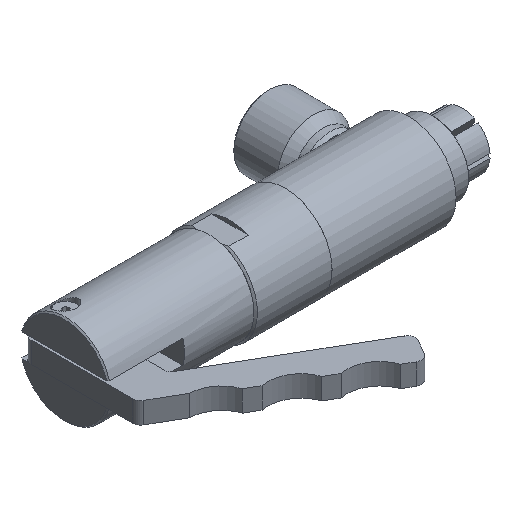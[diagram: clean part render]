
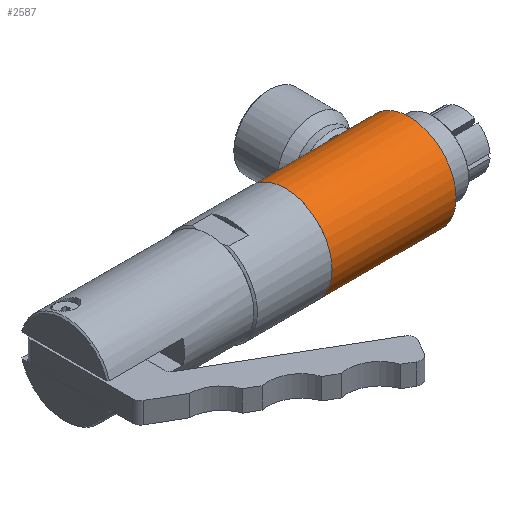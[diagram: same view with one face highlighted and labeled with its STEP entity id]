
A CAD part, isometric view. The second image highlights one B-rep face of the part: STEP entity #2587.
In plain terms, the highlighted cylindrical face has radius 18.098 mm (diameter 36.195 mm), a full revolution.
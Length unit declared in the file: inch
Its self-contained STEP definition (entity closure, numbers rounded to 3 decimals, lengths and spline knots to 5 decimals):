
#74=B_SPLINE_CURVE_WITH_KNOTS($,3,(#4433,#4434,#4435,#4436,#4437,#4438,
#4439,#4440,#4441,#4442,#4443,#4444,#4445,#4446),.UNSPECIFIED.,.F.,.F.,
(4,2,2,2,2,2,4),(4.68622,4.86117,5.08117,5.30117,
5.52117,5.74117,5.91612),.UNSPECIFIED.);
#75=B_SPLINE_CURVE_WITH_KNOTS($,3,(#4450,#4451,#4452,#4453,#4454,#4455,
#4456,#4457,#4458,#4459,#4460,#4461,#4462,#4463),.UNSPECIFIED.,.F.,.F.,
(4,2,2,2,2,2,4),(1.15211,1.32706,1.54706,1.76706,
1.98706,2.20705,2.38201),.UNSPECIFIED.);
#76=B_SPLINE_CURVE_WITH_KNOTS($,3,(#4467,#4468,#4469,#4470,#4471,#4472),
 .UNSPECIFIED.,.F.,.F.,(4,2,4),(0.46122,0.83041,1.05402),
 .UNSPECIFIED.);
#77=B_SPLINE_CURVE_WITH_KNOTS($,3,(#4475,#4476,#4477,#4478,#4479,#4480),
 .UNSPECIFIED.,.F.,.F.,(4,2,4),(5.74796,5.97157,6.34076),
 .UNSPECIFIED.);
#78=B_SPLINE_CURVE_WITH_KNOTS($,3,(#4483,#4484,#4485,#4486,#4487,#4488),
 .UNSPECIFIED.,.F.,.F.,(4,2,4),(2.34697,2.57058,2.93977),
 .UNSPECIFIED.);
#79=B_SPLINE_CURVE_WITH_KNOTS($,3,(#4490,#4491,#4492,#4493,#4494,#4495),
 .UNSPECIFIED.,.F.,.F.,(4,2,4),(3.86221,4.2314,4.45501),
 .UNSPECIFIED.);
#274=LINE($,#4498,#450);
#275=LINE($,#4500,#451);
#450=VECTOR($,#3481,0.37083);
#451=VECTOR($,#3484,0.37083);
#587=FACE_BOUND($,#915,.T.);
#588=FACE_BOUND($,#916,.T.);
#589=FACE_BOUND($,#917,.T.);
#915=EDGE_LOOP($,(#2380,#2381,#2382,#2383,#2384,#2385,#2386,#2387));
#916=EDGE_LOOP($,(#2388));
#917=EDGE_LOOP($,(#2389));
#1049=CIRCLE($,#2863,0.7125);
#1050=CIRCLE($,#2865,0.7125);
#1268=VERTEX_POINT($,#4431);
#1269=VERTEX_POINT($,#4432);
#1270=VERTEX_POINT($,#4447);
#1271=VERTEX_POINT($,#4449);
#1272=VERTEX_POINT($,#4466);
#1273=VERTEX_POINT($,#4473);
#1274=VERTEX_POINT($,#4482);
#1275=VERTEX_POINT($,#4489);
#1303=VERTEX_POINT($,#4595);
#1304=VERTEX_POINT($,#4598);
#1619=EDGE_CURVE($,#1268,#1269,#74,.T.);
#1621=EDGE_CURVE($,#1271,#1270,#75,.T.);
#1623=EDGE_CURVE($,#1272,#1268,#76,.T.);
#1625=EDGE_CURVE($,#1270,#1273,#77,.T.);
#1626=EDGE_CURVE($,#1269,#1274,#78,.T.);
#1627=EDGE_CURVE($,#1275,#1271,#79,.T.);
#1629=EDGE_CURVE($,#1273,#1272,#274,.T.);
#1630=EDGE_CURVE($,#1274,#1275,#275,.T.);
#1667=EDGE_CURVE($,#1303,#1303,#1049,.T.);
#1668=EDGE_CURVE($,#1304,#1304,#1050,.T.);
#2380=ORIENTED_EDGE($,*,*,#1629,.T.);
#2381=ORIENTED_EDGE($,*,*,#1623,.T.);
#2382=ORIENTED_EDGE($,*,*,#1619,.T.);
#2383=ORIENTED_EDGE($,*,*,#1626,.T.);
#2384=ORIENTED_EDGE($,*,*,#1630,.T.);
#2385=ORIENTED_EDGE($,*,*,#1627,.T.);
#2386=ORIENTED_EDGE($,*,*,#1621,.T.);
#2387=ORIENTED_EDGE($,*,*,#1625,.T.);
#2388=ORIENTED_EDGE($,*,*,#1668,.F.);
#2389=ORIENTED_EDGE($,*,*,#1667,.T.);
#2440=CYLINDRICAL_SURFACE($,#2864,0.7125);
#2587=ADVANCED_FACE($,(#587,#588,#589),#2440,.T.);
#2863=AXIS2_PLACEMENT_3D($,#4596,#3581,#3582);
#2864=AXIS2_PLACEMENT_3D($,#4597,#3583,#3584);
#2865=AXIS2_PLACEMENT_3D($,#4599,#3585,#3586);
#3481=DIRECTION($,(1.,0.,0.));
#3484=DIRECTION($,(-1.,0.,0.));
#3581=DIRECTION('center_axis',(1.,0.,0.));
#3582=DIRECTION('ref_axis',(0.,1.,0.));
#3583=DIRECTION('center_axis',(1.,0.,0.));
#3584=DIRECTION('ref_axis',(0.,1.,0.));
#3585=DIRECTION('center_axis',(1.,0.,0.));
#3586=DIRECTION('ref_axis',(0.,1.,0.));
#4431=CARTESIAN_POINT('',(5.08584,0.6725,-0.23537));
#4432=CARTESIAN_POINT('',(5.08584,0.6725,0.23537));
#4433=CARTESIAN_POINT('Ctrl Pts',(5.08584,0.6725,-0.23537));
#4434=CARTESIAN_POINT('Ctrl Pts',(5.09806,0.67939,-0.21569));
#4435=CARTESIAN_POINT('Ctrl Pts',(5.10892,0.68573,-0.19477));
#4436=CARTESIAN_POINT('Ctrl Pts',(5.1296,0.69803,-0.14563));
#4437=CARTESIAN_POINT('Ctrl Pts',(5.13845,0.70347,-0.11685));
#4438=CARTESIAN_POINT('Ctrl Pts',(5.15015,0.71071,-0.05847));
#4439=CARTESIAN_POINT('Ctrl Pts',(5.153,0.7125,-0.02887));
#4440=CARTESIAN_POINT('Ctrl Pts',(5.153,0.7125,0.02887));
#4441=CARTESIAN_POINT('Ctrl Pts',(5.15015,0.71071,0.05847));
#4442=CARTESIAN_POINT('Ctrl Pts',(5.13845,0.70347,0.11685));
#4443=CARTESIAN_POINT('Ctrl Pts',(5.1296,0.69803,0.14563));
#4444=CARTESIAN_POINT('Ctrl Pts',(5.10892,0.68573,0.19477));
#4445=CARTESIAN_POINT('Ctrl Pts',(5.09806,0.67939,0.21569));
#4446=CARTESIAN_POINT('Ctrl Pts',(5.08584,0.6725,0.23537));
#4447=CARTESIAN_POINT('',(4.32816,0.6725,-0.23537));
#4449=CARTESIAN_POINT('',(4.32816,0.6725,0.23537));
#4450=CARTESIAN_POINT('Ctrl Pts',(4.32816,0.6725,0.23537));
#4451=CARTESIAN_POINT('Ctrl Pts',(4.31594,0.67939,0.21569));
#4452=CARTESIAN_POINT('Ctrl Pts',(4.30508,0.68573,0.19477));
#4453=CARTESIAN_POINT('Ctrl Pts',(4.2844,0.69803,0.14563));
#4454=CARTESIAN_POINT('Ctrl Pts',(4.27555,0.70347,0.11685));
#4455=CARTESIAN_POINT('Ctrl Pts',(4.26385,0.71071,0.05847));
#4456=CARTESIAN_POINT('Ctrl Pts',(4.261,0.7125,0.02887));
#4457=CARTESIAN_POINT('Ctrl Pts',(4.261,0.7125,-0.02887));
#4458=CARTESIAN_POINT('Ctrl Pts',(4.26385,0.71071,-0.05847));
#4459=CARTESIAN_POINT('Ctrl Pts',(4.27555,0.70347,-0.11685));
#4460=CARTESIAN_POINT('Ctrl Pts',(4.2844,0.69803,-0.14563));
#4461=CARTESIAN_POINT('Ctrl Pts',(4.30508,0.68573,-0.19477));
#4462=CARTESIAN_POINT('Ctrl Pts',(4.31594,0.67939,-0.21569));
#4463=CARTESIAN_POINT('Ctrl Pts',(4.32816,0.6725,-0.23537));
#4466=CARTESIAN_POINT('',(4.89241,0.6125,-0.36401));
#4467=CARTESIAN_POINT('Ctrl Pts',(4.89241,0.6125,-0.36401));
#4468=CARTESIAN_POINT('Ctrl Pts',(4.94021,0.62271,-0.34682));
#4469=CARTESIAN_POINT('Ctrl Pts',(4.98459,0.63598,-0.32271));
#4470=CARTESIAN_POINT('Ctrl Pts',(5.04447,0.65651,-0.27748));
#4471=CARTESIAN_POINT('Ctrl Pts',(5.06626,0.66471,-0.25764));
#4472=CARTESIAN_POINT('Ctrl Pts',(5.08584,0.6725,-0.23537));
#4473=CARTESIAN_POINT('',(4.52159,0.6125,-0.36401));
#4475=CARTESIAN_POINT('Ctrl Pts',(4.32816,0.6725,-0.23537));
#4476=CARTESIAN_POINT('Ctrl Pts',(4.34774,0.66471,-0.25764));
#4477=CARTESIAN_POINT('Ctrl Pts',(4.36953,0.65651,-0.27748));
#4478=CARTESIAN_POINT('Ctrl Pts',(4.42941,0.63598,-0.32271));
#4479=CARTESIAN_POINT('Ctrl Pts',(4.47379,0.62271,-0.34682));
#4480=CARTESIAN_POINT('Ctrl Pts',(4.52159,0.6125,-0.36401));
#4482=CARTESIAN_POINT('',(4.89241,0.6125,0.36401));
#4483=CARTESIAN_POINT('Ctrl Pts',(5.08584,0.6725,0.23537));
#4484=CARTESIAN_POINT('Ctrl Pts',(5.06626,0.66471,0.25764));
#4485=CARTESIAN_POINT('Ctrl Pts',(5.04447,0.65651,0.27748));
#4486=CARTESIAN_POINT('Ctrl Pts',(4.98459,0.63598,0.32271));
#4487=CARTESIAN_POINT('Ctrl Pts',(4.94021,0.62271,0.34682));
#4488=CARTESIAN_POINT('Ctrl Pts',(4.89241,0.6125,0.36401));
#4489=CARTESIAN_POINT('',(4.52159,0.6125,0.36401));
#4490=CARTESIAN_POINT('Ctrl Pts',(4.52159,0.6125,0.36401));
#4491=CARTESIAN_POINT('Ctrl Pts',(4.47379,0.62271,0.34682));
#4492=CARTESIAN_POINT('Ctrl Pts',(4.42941,0.63598,0.32271));
#4493=CARTESIAN_POINT('Ctrl Pts',(4.36953,0.65651,0.27748));
#4494=CARTESIAN_POINT('Ctrl Pts',(4.34774,0.66471,0.25764));
#4495=CARTESIAN_POINT('Ctrl Pts',(4.32816,0.6725,0.23537));
#4498=CARTESIAN_POINT($,(4.29879,0.6125,-0.36401));
#4500=CARTESIAN_POINT($,(4.29879,0.6125,0.36401));
#4595=CARTESIAN_POINT('',(3.357,0.7125,0.));
#4596=CARTESIAN_POINT('Origin',(3.357,0.,0.));
#4597=CARTESIAN_POINT('Origin',(4.29879,0.,0.));
#4598=CARTESIAN_POINT('',(5.24058,0.7125,0.));
#4599=CARTESIAN_POINT('Origin',(5.24058,0.,0.));
